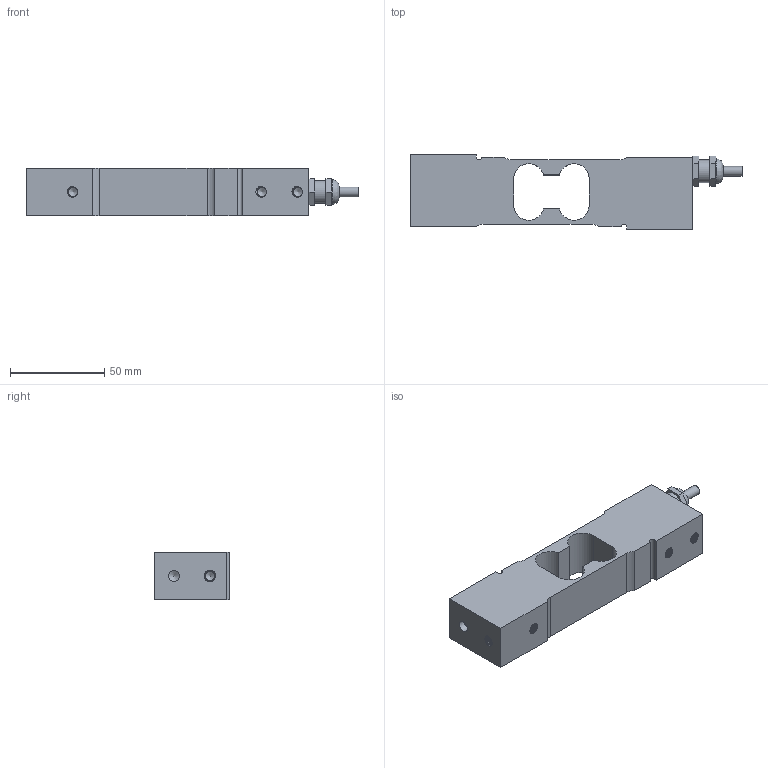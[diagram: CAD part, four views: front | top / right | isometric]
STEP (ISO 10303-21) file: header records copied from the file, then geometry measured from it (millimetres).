
FILE_DESCRIPTION(/* description */ (''),/* implementation_level */ '2;1');
FILE_NAME(/* name */ '108TS-(5-150)kg v3.step',/* time_stamp */ '2020-01-28T15:27:44-08:00',/* author */ (''),/* organization */ (''),/* preprocessor_version */ 'ST-DEVELOPER v18',/* originating_system */ 'Autodesk Translation Framework v8.12.0.6',/* authorisation */ '');
FILE_SCHEMA (('AUTOMOTIVE_DESIGN { 1 0 10303 214 3 1 1 }'));
Length unit declared in the file: millimetre
Products named in the file (2): 108TS-(5-150)kg; Connector
Assembly tree (1 placements, depth 2):
  108TS-(5-150)kg
    Connector
Bounding box: 176.03 x 40 x 25.4 mm (x, y, z)
Volume: 113278.5 mm3; surface area: 26955.9 mm2
Topology: 2 solids, 2 shells, 337 faces, 896 edges, 567 vertices
Faces by surface type: cylinder 258, plane 46, bspline 25, cone 8
Full cylindrical faces by diameter (mm): 5.035 x105, 5.1 x1, 6 x1, 6.147 x100, 10 x1, 12 x2, 13 x1
Entity records: 22600 total; most frequent: CARTESIAN_POINT 15216, ORIENTED_EDGE 1776, DIRECTION 1111, EDGE_CURVE 888, VERTEX_POINT 567, B_SPLINE_CURVE_WITH_KNOTS 482, AXIS2_PLACEMENT_3D 390, EDGE_LOOP 353
